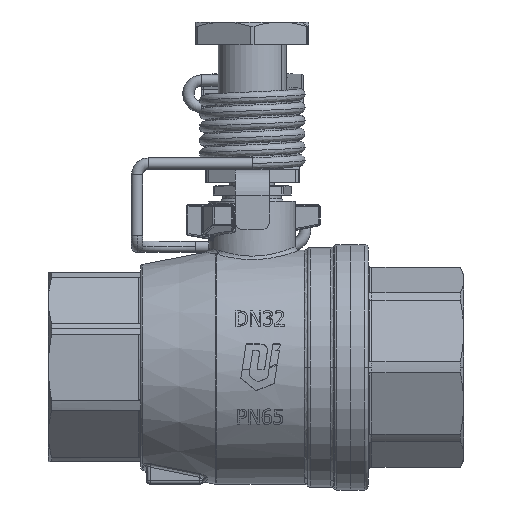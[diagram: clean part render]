
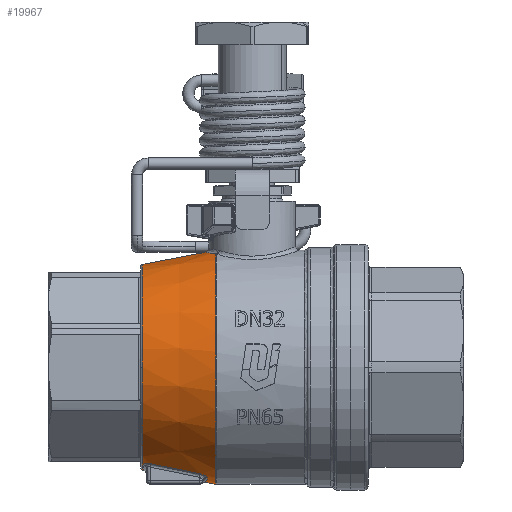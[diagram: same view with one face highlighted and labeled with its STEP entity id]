
A CAD part, front view. The second image highlights one B-rep face of the part: STEP entity #19967.
In plain terms, the highlighted conical face has half-angle 10.88 degrees and reference radius 29.03 mm.
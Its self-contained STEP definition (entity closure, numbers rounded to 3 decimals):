
#12374=CARTESIAN_POINT('',(-9.594,0.,-30.982));
#12375=VERTEX_POINT('',#12374);
#12392=CARTESIAN_POINT('',(-9.594,-7.543,30.05));
#12393=VERTEX_POINT('',#12392);
#12401=CARTESIAN_POINT('',(-9.594,0.,0.));
#12402=DIRECTION('',(1.,-0.,-0.));
#12403=DIRECTION('',(-0.,-0.,-1.));
#12404=AXIS2_PLACEMENT_3D('',#12401,#12402,#12403);
#12405=CIRCLE('',#12404,30.982);
#12406=EDGE_CURVE('',#12393,#12375,#12405,.T.);
#16477=CARTESIAN_POINT('',(-29.094,0.,-27.234));
#16478=VERTEX_POINT('',#16477);
#16479=CARTESIAN_POINT('',(-28.811,0.,-27.288));
#16480=VERTEX_POINT('',#16479);
#16481=CARTESIAN_POINT('',(-29.094,0.,-27.234));
#16482=DIRECTION('',(0.982,-0.,-0.189));
#16483=VECTOR('',#16482,0.288);
#16484=LINE('',#16481,#16483);
#16485=EDGE_CURVE('',#16478,#16480,#16484,.T.);
#16496=CARTESIAN_POINT('',(-29.094,0.,27.234));
#16497=VERTEX_POINT('',#16496);
#16505=CARTESIAN_POINT('',(-12.311,0.,30.46));
#16506=VERTEX_POINT('',#16505);
#16507=CARTESIAN_POINT('',(-29.094,0.,27.234));
#16508=CARTESIAN_POINT('',(-23.5,0.,28.309));
#16509=CARTESIAN_POINT('',(-17.906,0.,29.384));
#16510=CARTESIAN_POINT('',(-12.311,0.,30.46));
#16511=B_SPLINE_CURVE_WITH_KNOTS('',3,(#16507,#16508,#16509,#16510),.UNSPECIFIED.,.F.,.F.,(4,4),(0.,1.),.UNSPECIFIED.);
#16512=EDGE_CURVE('',#16497,#16506,#16511,.T.);
#16536=CARTESIAN_POINT('',(-12.404,0.,-30.442));
#16537=VERTEX_POINT('',#16536);
#16538=CARTESIAN_POINT('',(-12.404,0.,-30.442));
#16539=DIRECTION('',(0.982,-0.,-0.189));
#16540=VECTOR('',#16539,2.861);
#16541=LINE('',#16538,#16540);
#16542=EDGE_CURVE('',#16537,#12375,#16541,.T.);
#16640=CARTESIAN_POINT('',(-29.094,-27.234,0.));
#16641=VERTEX_POINT('',#16640);
#16649=CARTESIAN_POINT('',(-29.094,0.,0.));
#16650=DIRECTION('',(-1.,0.,0.));
#16651=DIRECTION('',(0.,1.,-0.));
#16652=AXIS2_PLACEMENT_3D('',#16649,#16650,#16651);
#16653=CIRCLE('',#16652,27.234);
#16654=EDGE_CURVE('',#16641,#16497,#16653,.T.);
#19709=CARTESIAN_POINT('',(-29.094,0.,0.));
#19710=DIRECTION('',(-1.,0.,0.));
#19711=DIRECTION('',(0.,1.,-0.));
#19712=AXIS2_PLACEMENT_3D('',#19709,#19710,#19711);
#19713=CIRCLE('',#19712,27.234);
#19714=EDGE_CURVE('',#16478,#16641,#19713,.T.);
#19871=CARTESIAN_POINT('',(-19.75,0.,0.));
#19872=DIRECTION('',(1.,-0.,-0.));
#19873=DIRECTION('',(-0.,-0.,-1.));
#19874=AXIS2_PLACEMENT_3D('',#19871,#19872,#19873);
#19875=CONICAL_SURFACE('',#19874,29.03,10.88);
#19876=ORIENTED_EDGE('',*,*,#16485,.T.);
#19877=CARTESIAN_POINT('',(-28.811,-8.687,-25.869));
#19878=VERTEX_POINT('',#19877);
#19879=CARTESIAN_POINT('',(-28.811,0.,0.));
#19880=DIRECTION('',(1.,-0.,-0.));
#19881=DIRECTION('',(-0.,-0.,-1.));
#19882=AXIS2_PLACEMENT_3D('',#19879,#19880,#19881);
#19883=CIRCLE('',#19882,27.288);
#19884=EDGE_CURVE('',#19878,#16480,#19883,.T.);
#19885=ORIENTED_EDGE('',*,*,#19884,.F.);
#19886=CARTESIAN_POINT('',(-26.811,-10.623,-25.552));
#19887=VERTEX_POINT('',#19886);
#19888=CARTESIAN_POINT('',(-26.811,-10.623,-25.552));
#19889=CARTESIAN_POINT('',(-27.072,-10.622,-25.498));
#19890=CARTESIAN_POINT('',(-27.339,-10.571,-25.465));
#19891=CARTESIAN_POINT('',(-27.584,-10.471,-25.455));
#19892=CARTESIAN_POINT('',(-27.83,-10.371,-25.445));
#19893=CARTESIAN_POINT('',(-28.055,-10.222,-25.459));
#19894=CARTESIAN_POINT('',(-28.24,-10.039,-25.493));
#19895=CARTESIAN_POINT('',(-28.426,-9.856,-25.526));
#19896=CARTESIAN_POINT('',(-28.569,-9.641,-25.579));
#19897=CARTESIAN_POINT('',(-28.666,-9.409,-25.645));
#19898=CARTESIAN_POINT('',(-28.762,-9.178,-25.71));
#19899=CARTESIAN_POINT('',(-28.811,-8.932,-25.787));
#19900=CARTESIAN_POINT('',(-28.811,-8.687,-25.869));
#19901=B_SPLINE_CURVE_WITH_KNOTS('',3,(#19888,#19889,#19890,#19891,#19892,#19893,#19894,#19895,#19896,#19897,#19898,#19899,#19900),.UNSPECIFIED.,.F.,.F.,(4,3,3,3,4),(0.,0.08,0.16,0.24,0.32),.UNSPECIFIED.);
#19902=EDGE_CURVE('',#19887,#19878,#19901,.T.);
#19903=ORIENTED_EDGE('',*,*,#19902,.F.);
#19904=CARTESIAN_POINT('',(-13.811,-10.653,-28.228));
#19905=VERTEX_POINT('',#19904);
#19906=CARTESIAN_POINT('',(-13.811,-10.653,-28.228));
#19907=CARTESIAN_POINT('',(-18.146,-10.644,-27.341));
#19908=CARTESIAN_POINT('',(-22.479,-10.634,-26.45));
#19909=CARTESIAN_POINT('',(-26.811,-10.623,-25.552));
#19910=B_SPLINE_CURVE_WITH_KNOTS('',3,(#19906,#19907,#19908,#19909),.UNSPECIFIED.,.F.,.F.,(4,4),(-1.327,0.),.UNSPECIFIED.);
#19911=EDGE_CURVE('',#19905,#19887,#19910,.T.);
#19912=ORIENTED_EDGE('',*,*,#19911,.F.);
#19913=CARTESIAN_POINT('',(-11.923,-9.357,-29.065));
#19914=VERTEX_POINT('',#19913);
#19915=CARTESIAN_POINT('',(-11.923,-9.357,-29.065));
#19916=CARTESIAN_POINT('',(-12.057,-9.731,-28.918));
#19917=CARTESIAN_POINT('',(-12.309,-10.058,-28.753));
#19918=CARTESIAN_POINT('',(-12.64,-10.289,-28.602));
#19919=CARTESIAN_POINT('',(-12.972,-10.519,-28.451));
#19920=CARTESIAN_POINT('',(-13.384,-10.654,-28.315));
#19921=CARTESIAN_POINT('',(-13.811,-10.653,-28.228));
#19922=B_SPLINE_CURVE_WITH_KNOTS('',3,(#19915,#19916,#19917,#19918,#19919,#19920,#19921),.UNSPECIFIED.,.F.,.F.,(4,3,4),(0.,0.131,0.262),.UNSPECIFIED.);
#19923=EDGE_CURVE('',#19914,#19905,#19922,.T.);
#19924=ORIENTED_EDGE('',*,*,#19923,.F.);
#19925=CARTESIAN_POINT('',(-11.824,-8.72,-29.283));
#19926=VERTEX_POINT('',#19925);
#19927=CARTESIAN_POINT('',(-11.824,-8.72,-29.283));
#19928=CARTESIAN_POINT('',(-11.816,-8.939,-29.219));
#19929=CARTESIAN_POINT('',(-11.85,-9.156,-29.145));
#19930=CARTESIAN_POINT('',(-11.923,-9.357,-29.065));
#19931=B_SPLINE_CURVE_WITH_KNOTS('',3,(#19927,#19928,#19929,#19930),.UNSPECIFIED.,.F.,.F.,(4,4),(-0.071,0.),.UNSPECIFIED.);
#19932=EDGE_CURVE('',#19926,#19914,#19931,.T.);
#19933=ORIENTED_EDGE('',*,*,#19932,.F.);
#19934=CARTESIAN_POINT('',(-12.404,0.,-30.442));
#19935=CARTESIAN_POINT('',(-12.405,-0.368,-30.442));
#19936=CARTESIAN_POINT('',(-12.401,-0.737,-30.436));
#19937=CARTESIAN_POINT('',(-12.39,-1.105,-30.424));
#19938=CARTESIAN_POINT('',(-12.38,-1.473,-30.413));
#19939=CARTESIAN_POINT('',(-12.363,-1.841,-30.396));
#19940=CARTESIAN_POINT('',(-12.341,-2.208,-30.374));
#19941=CARTESIAN_POINT('',(-12.297,-2.943,-30.329));
#19942=CARTESIAN_POINT('',(-12.235,-3.675,-30.261));
#19943=CARTESIAN_POINT('',(-12.167,-4.404,-30.168));
#19944=CARTESIAN_POINT('',(-12.031,-5.861,-29.981));
#19945=CARTESIAN_POINT('',(-11.872,-7.304,-29.694));
#19946=CARTESIAN_POINT('',(-11.824,-8.72,-29.283));
#19947=B_SPLINE_CURVE_WITH_KNOTS('',3,(#19934,#19935,#19936,#19937,#19938,#19939,#19940,#19941,#19942,#19943,#19944,#19945,#19946),.UNSPECIFIED.,.F.,.F.,(4,3,3,3,4),(-0.913,-0.799,-0.685,-0.457,-0.),.UNSPECIFIED.);
#19948=EDGE_CURVE('',#16537,#19926,#19947,.T.);
#19949=ORIENTED_EDGE('',*,*,#19948,.F.);
#19950=ORIENTED_EDGE('',*,*,#16542,.T.);
#19951=ORIENTED_EDGE('',*,*,#12406,.F.);
#19952=CARTESIAN_POINT('',(-12.311,0.,30.46));
#19953=CARTESIAN_POINT('',(-12.312,-1.358,30.46));
#19954=CARTESIAN_POINT('',(-12.071,-2.714,30.412));
#19955=CARTESIAN_POINT('',(-11.609,-3.995,30.333));
#19956=CARTESIAN_POINT('',(-11.146,-5.275,30.254));
#19957=CARTESIAN_POINT('',(-10.464,-6.481,30.144));
#19958=CARTESIAN_POINT('',(-9.594,-7.543,30.05));
#19959=B_SPLINE_CURVE_WITH_KNOTS('',3,(#19952,#19953,#19954,#19955,#19956,#19957,#19958),.UNSPECIFIED.,.F.,.F.,(4,3,4),(-0.841,-0.421,-0.),.UNSPECIFIED.);
#19960=EDGE_CURVE('',#16506,#12393,#19959,.T.);
#19961=ORIENTED_EDGE('',*,*,#19960,.F.);
#19962=ORIENTED_EDGE('',*,*,#16512,.F.);
#19963=ORIENTED_EDGE('',*,*,#16654,.F.);
#19964=ORIENTED_EDGE('',*,*,#19714,.F.);
#19965=EDGE_LOOP('',(#19876,#19885,#19903,#19912,#19924,#19933,#19949,#19950,#19951,#19961,#19962,#19963,#19964));
#19966=FACE_BOUND('',#19965,.T.);
#19967=ADVANCED_FACE('',(#19966),#19875,.T.);
